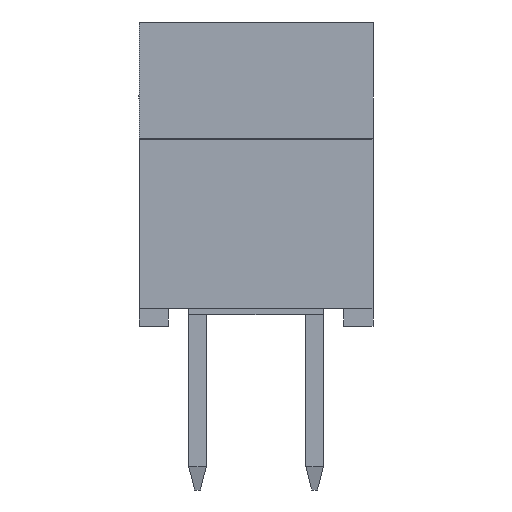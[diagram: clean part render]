
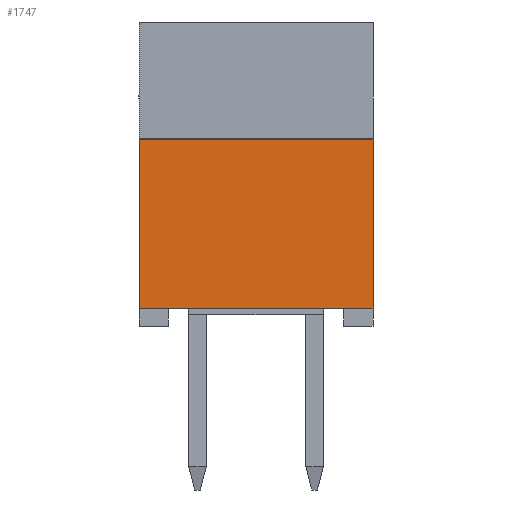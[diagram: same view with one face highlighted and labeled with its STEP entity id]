
A CAD part, left-side view. The second image highlights one B-rep face of the part: STEP entity #1747.
In plain terms, the highlighted planar face has unit normal (-1, 0, 0).
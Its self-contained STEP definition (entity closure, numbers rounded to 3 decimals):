
#1747 = ADVANCED_FACE( '', ( #3420 ), #3421, .T. );
#3420 = FACE_OUTER_BOUND( '', #5027, .T. );
#3421 = PLANE( '', #5028 );
#5027 = EDGE_LOOP( '', ( #9967, #9968, #9969, #9970 ) );
#5028 = AXIS2_PLACEMENT_3D( '', #9971, #9972, #9973 );
#9967 = ORIENTED_EDGE( '', *, *, #11764, .T. );
#9968 = ORIENTED_EDGE( '', *, *, #11250, .T. );
#9969 = ORIENTED_EDGE( '', *, *, #12247, .T. );
#9970 = ORIENTED_EDGE( '', *, *, #10666, .T. );
#9971 = CARTESIAN_POINT( '', ( -15.05, 0., 0. ) );
#9972 = DIRECTION( '', ( -1., 0., 0. ) );
#9973 = DIRECTION( '', ( 0., 0., 1. ) );
#10666 = EDGE_CURVE( '', #13061, #13059, #13062, .T. );
#11250 = EDGE_CURVE( '', #14036, #14037, #14038, .T. );
#11764 = EDGE_CURVE( '', #13059, #14036, #14768, .T. );
#12247 = EDGE_CURVE( '', #14037, #13061, #15354, .T. );
#13059 = VERTEX_POINT( '', #16479 );
#13061 = VERTEX_POINT( '', #16482 );
#13062 = LINE( '', #16483, #16484 );
#14036 = VERTEX_POINT( '', #17881 );
#14037 = VERTEX_POINT( '', #17882 );
#14038 = LINE( '', #17883, #17884 );
#14768 = LINE( '', #18951, #18952 );
#15354 = LINE( '', #19800, #19801 );
#16479 = CARTESIAN_POINT( '', ( -15.05, -2., -1.45 ) );
#16482 = CARTESIAN_POINT( '', ( -15.05, 2., -1.45 ) );
#16483 = CARTESIAN_POINT( '', ( -15.05, 2., -1.45 ) );
#16484 = VECTOR( '', #20333, 1000. );
#17881 = CARTESIAN_POINT( '', ( -15.05, -2., 1.45 ) );
#17882 = CARTESIAN_POINT( '', ( -15.05, 2., 1.45 ) );
#17883 = CARTESIAN_POINT( '', ( -15.05, -2., 1.45 ) );
#17884 = VECTOR( '', #20955, 1000. );
#18951 = CARTESIAN_POINT( '', ( -15.05, -2., -1.45 ) );
#18952 = VECTOR( '', #21446, 1000. );
#19800 = CARTESIAN_POINT( '', ( -15.05, 2., 1.45 ) );
#19801 = VECTOR( '', #21865, 1000. );
#20333 = DIRECTION( '', ( 0., -1., 0. ) );
#20955 = DIRECTION( '', ( 0., 1., 0. ) );
#21446 = DIRECTION( '', ( 0., 0., 1. ) );
#21865 = DIRECTION( '', ( 0., 0., -1. ) );
